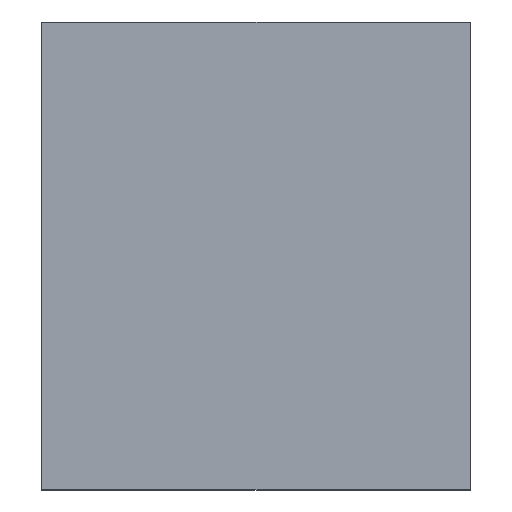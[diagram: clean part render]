
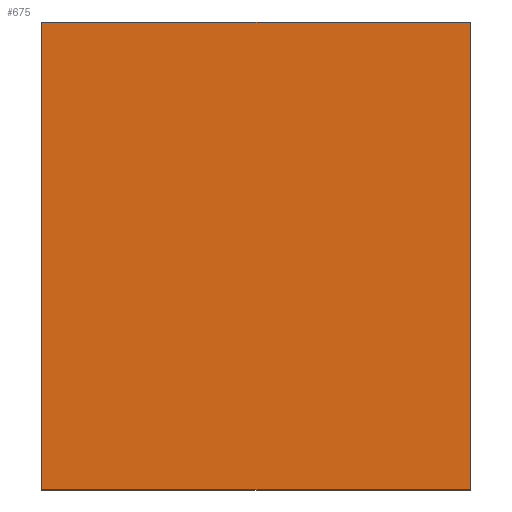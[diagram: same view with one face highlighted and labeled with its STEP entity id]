
A CAD part, left-side view. The second image highlights one B-rep face of the part: STEP entity #675.
In plain terms, the highlighted planar face has unit normal (-1, 0, 0).
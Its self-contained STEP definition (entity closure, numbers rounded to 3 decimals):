
#29 = VERTEX_POINT ( 'NONE', #363 ) ;
#60 = CARTESIAN_POINT ( 'NONE',  ( -30., 55., 30. ) ) ;
#84 = ORIENTED_EDGE ( 'NONE', *, *, #140, .F. ) ;
#100 = CARTESIAN_POINT ( 'NONE',  ( -30., 0., 30. ) ) ;
#111 = LINE ( 'NONE', #60, #445 ) ;
#126 = LINE ( 'NONE', #179, #749 ) ;
#140 = EDGE_CURVE ( 'NONE', #29, #826, #756, .T. ) ;
#157 = ORIENTED_EDGE ( 'NONE', *, *, #214, .T. ) ;
#172 = CARTESIAN_POINT ( 'NONE',  ( -30., 55., 30. ) ) ;
#179 = CARTESIAN_POINT ( 'NONE',  ( -30., 0., 30. ) ) ;
#186 = EDGE_CURVE ( 'NONE', #826, #838, #111, .T. ) ;
#214 = EDGE_CURVE ( 'NONE', #228, #838, #126, .T. ) ;
#218 = VECTOR ( 'NONE', #430, 1000. ) ;
#228 = VERTEX_POINT ( 'NONE', #628 ) ;
#251 = ORIENTED_EDGE ( 'NONE', *, *, #450, .T. ) ;
#258 = FACE_OUTER_BOUND ( 'NONE', #328, .T. ) ;
#270 = DIRECTION ( 'NONE',  ( 1., 0., 0. ) ) ;
#310 = DIRECTION ( 'NONE',  ( 0., -1., 0. ) ) ;
#328 = EDGE_LOOP ( 'NONE', ( #157, #702, #84, #251 ) ) ;
#343 = LINE ( 'NONE', #676, #828 ) ;
#363 = CARTESIAN_POINT ( 'NONE',  ( -30., 55., -30. ) ) ;
#406 = DIRECTION ( 'NONE',  ( 0., -1., 0. ) ) ;
#415 = CARTESIAN_POINT ( 'NONE',  ( -30., 55., 30. ) ) ;
#430 = DIRECTION ( 'NONE',  ( 0., 0., 1. ) ) ;
#431 = AXIS2_PLACEMENT_3D ( 'NONE', #656, #270, #526 ) ;
#445 = VECTOR ( 'NONE', #310, 1000. ) ;
#450 = EDGE_CURVE ( 'NONE', #29, #228, #343, .T. ) ;
#456 = PLANE ( 'NONE',  #431 ) ;
#504 = DIRECTION ( 'NONE',  ( 0., 0., 1. ) ) ;
#526 = DIRECTION ( 'NONE',  ( 0., 0., -1. ) ) ;
#628 = CARTESIAN_POINT ( 'NONE',  ( -30., 0., -30. ) ) ;
#656 = CARTESIAN_POINT ( 'NONE',  ( -30., 55., 30. ) ) ;
#675 = ADVANCED_FACE ( 'NONE', ( #258 ), #456, .F. ) ;
#676 = CARTESIAN_POINT ( 'NONE',  ( -30., 55., -30. ) ) ;
#702 = ORIENTED_EDGE ( 'NONE', *, *, #186, .F. ) ;
#749 = VECTOR ( 'NONE', #504, 1000. ) ;
#756 = LINE ( 'NONE', #172, #218 ) ;
#826 = VERTEX_POINT ( 'NONE', #415 ) ;
#828 = VECTOR ( 'NONE', #406, 1000. ) ;
#838 = VERTEX_POINT ( 'NONE', #100 ) ;
